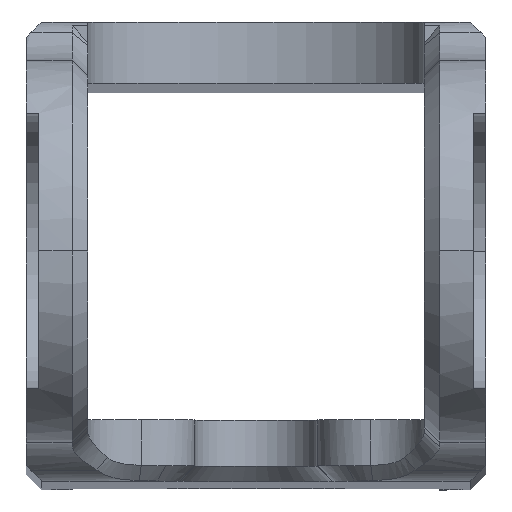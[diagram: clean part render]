
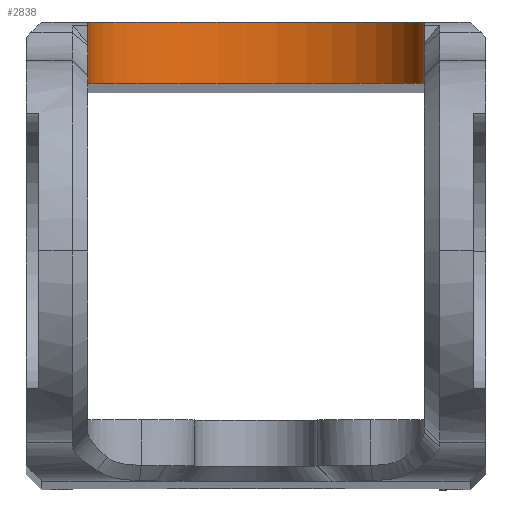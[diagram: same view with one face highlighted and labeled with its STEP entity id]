
A CAD part, top view. The second image highlights one B-rep face of the part: STEP entity #2838.
In plain terms, the highlighted free-form (B-spline) face has degree [3, 1] with [4, 2] control points.
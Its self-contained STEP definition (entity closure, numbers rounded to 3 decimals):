
#8 = EDGE_CURVE ( 'NONE', #2816, #1901, #4085, .T. ) ;
#36 =( BOUNDED_CURVE ( )  B_SPLINE_CURVE ( 3, ( #1296, #3735, #4078, #2659 ),
 .UNSPECIFIED., .F., .T. ) 
 B_SPLINE_CURVE_WITH_KNOTS ( ( 4, 4 ),
 ( 0., 0.015 ),
 .UNSPECIFIED. ) 
 CURVE ( )  GEOMETRIC_REPRESENTATION_ITEM ( )  RATIONAL_B_SPLINE_CURVE ( ( 1., 0.333, 0.333, 1. ) ) 
 REPRESENTATION_ITEM ( '' )  );
#439 = CARTESIAN_POINT ( 'NONE',  ( -5.5, -5.5, 71.7 ) ) ;
#494 = LINE ( 'NONE', #4519, #497 ) ;
#497 = VECTOR ( 'NONE', #2718, 1000. ) ;
#597 = CARTESIAN_POINT ( 'NONE',  ( 5.5, 7.5, 63.7 ) ) ;
#872 = VERTEX_POINT ( 'NONE', #1668 ) ;
#937 = CARTESIAN_POINT ( 'NONE',  ( -5.5, 5.5, 71.7 ) ) ;
#1144 = ORIENTED_EDGE ( 'NONE', *, *, #4627, .F. ) ;
#1214 = ORIENTED_EDGE ( 'NONE', *, *, #3841, .T. ) ;
#1296 = CARTESIAN_POINT ( 'NONE',  ( 5.5, 5.5, 71.7 ) ) ;
#1389 = CARTESIAN_POINT ( 'NONE',  ( -5.5, 7.5, 71.7 ) ) ;
#1406 = CARTESIAN_POINT ( 'NONE',  ( -5.5, 7.5, 63.7 ) ) ;
#1668 = CARTESIAN_POINT ( 'NONE',  ( 5.5, 5.5, 71.7 ) ) ;
#1692 = FACE_OUTER_BOUND ( 'NONE', #2066, .T. ) ;
#1716 = CARTESIAN_POINT ( 'NONE',  ( -5.5, 5.5, 63.7 ) ) ;
#1901 = VERTEX_POINT ( 'NONE', #3010 ) ;
#1963 = EDGE_CURVE ( 'NONE', #872, #2816, #36, .T. ) ;
#2066 = EDGE_LOOP ( 'NONE', ( #1214, #3352, #2353, #1144 ) ) ;
#2100 = VERTEX_POINT ( 'NONE', #4057 ) ;
#2325 = DIRECTION ( 'NONE',  ( 0., 1., 0. ) ) ;
#2353 = ORIENTED_EDGE ( 'NONE', *, *, #1963, .F. ) ;
#2450 = CARTESIAN_POINT ( 'NONE',  ( 5.5, 5.5, 63.7 ) ) ;
#2493 = CARTESIAN_POINT ( 'NONE',  ( 5.5, 7.5, 71.7 ) ) ;
#2659 = CARTESIAN_POINT ( 'NONE',  ( -5.5, 5.5, 71.7 ) ) ;
#2690 = VECTOR ( 'NONE', #2325, 1000. ) ;
#2718 = DIRECTION ( 'NONE',  ( 0., -1., 0. ) ) ;
#2816 = VERTEX_POINT ( 'NONE', #937 ) ;
#2838 = ADVANCED_FACE ( 'NONE', ( #1692 ), #2935, .F. ) ;
#2843 = CARTESIAN_POINT ( 'NONE',  ( 5.5, 7.5, 71.7 ) ) ;
#2935 =( BOUNDED_SURFACE ( )  B_SPLINE_SURFACE ( 3, 1, ( 
 ( #3515, #2493 ),
 ( #2450, #597 ),
 ( #1716, #1406 ),
 ( #4574, #3175 ) ),
 .UNSPECIFIED., .F., .F., .F. ) 
 B_SPLINE_SURFACE_WITH_KNOTS ( ( 4, 4 ),
 ( 2, 2 ),
 ( 0., 1. ),
 ( 0., 1. ),
 .UNSPECIFIED. ) 
 GEOMETRIC_REPRESENTATION_ITEM ( )  RATIONAL_B_SPLINE_SURFACE ( (
 ( 1., 1.),
 ( 0.333, 0.333),
 ( 0.333, 0.333),
 ( 1., 1.) ) ) 
 REPRESENTATION_ITEM ( '' )  SURFACE ( )  );
#3010 = CARTESIAN_POINT ( 'NONE',  ( -5.5, 7.5, 71.7 ) ) ;
#3175 = CARTESIAN_POINT ( 'NONE',  ( -5.5, 7.5, 71.7 ) ) ;
#3352 = ORIENTED_EDGE ( 'NONE', *, *, #8, .F. ) ;
#3515 = CARTESIAN_POINT ( 'NONE',  ( 5.5, 5.5, 71.7 ) ) ;
#3735 = CARTESIAN_POINT ( 'NONE',  ( 5.5, 5.5, 63.7 ) ) ;
#3841 = EDGE_CURVE ( 'NONE', #2100, #1901, #4115, .T. ) ;
#3936 = CARTESIAN_POINT ( 'NONE',  ( -5.5, 7.5, 63.7 ) ) ;
#4057 = CARTESIAN_POINT ( 'NONE',  ( 5.5, 7.5, 71.7 ) ) ;
#4078 = CARTESIAN_POINT ( 'NONE',  ( -5.5, 5.5, 63.7 ) ) ;
#4085 = LINE ( 'NONE', #439, #2690 ) ;
#4115 =( BOUNDED_CURVE ( )  B_SPLINE_CURVE ( 3, ( #2843, #4292, #3936, #1389 ),
 .UNSPECIFIED., .F., .T. ) 
 B_SPLINE_CURVE_WITH_KNOTS ( ( 4, 4 ),
 ( 0., 0.015 ),
 .UNSPECIFIED. ) 
 CURVE ( )  GEOMETRIC_REPRESENTATION_ITEM ( )  RATIONAL_B_SPLINE_CURVE ( ( 1., 0.333, 0.333, 1. ) ) 
 REPRESENTATION_ITEM ( '' )  );
#4292 = CARTESIAN_POINT ( 'NONE',  ( 5.5, 7.5, 63.7 ) ) ;
#4519 = CARTESIAN_POINT ( 'NONE',  ( 5.5, 6.5, 71.7 ) ) ;
#4574 = CARTESIAN_POINT ( 'NONE',  ( -5.5, 5.5, 71.7 ) ) ;
#4627 = EDGE_CURVE ( 'NONE', #2100, #872, #494, .T. ) ;
